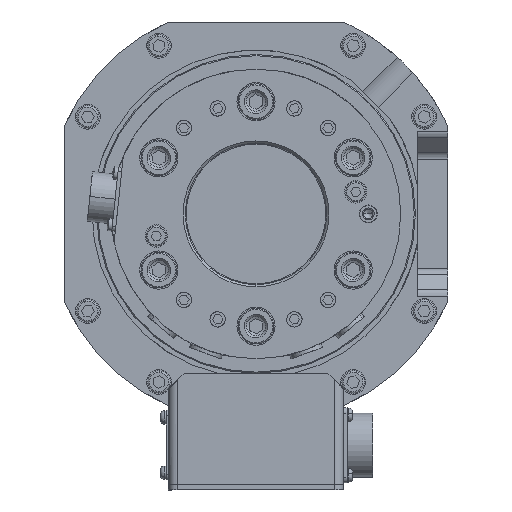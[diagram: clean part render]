
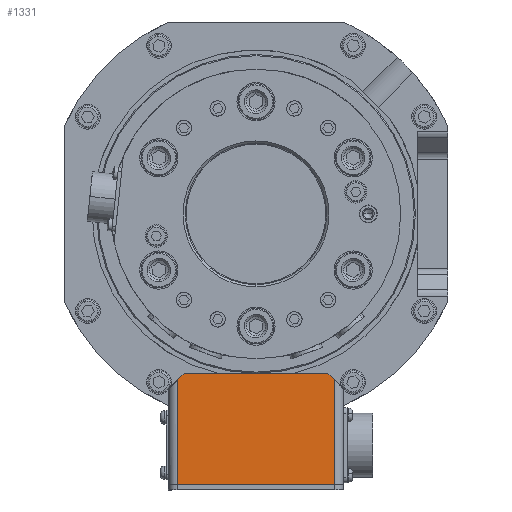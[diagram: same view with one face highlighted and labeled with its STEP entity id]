
A CAD part, front view. The second image highlights one B-rep face of the part: STEP entity #1331.
In plain terms, the highlighted planar face has unit normal (0, -1, 0).
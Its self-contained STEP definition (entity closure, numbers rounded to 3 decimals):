
#939 = DIRECTION ( 'NONE',  ( -0.707, 0., -0.707 ) ) ;
#1331 = ADVANCED_FACE ( 'NONE', ( #22737 ), #76689, .F. ) ;
#5587 = ORIENTED_EDGE ( 'NONE', *, *, #29388, .T. ) ;
#11511 = DIRECTION ( 'NONE',  ( 0., 1., 0. ) ) ;
#13319 = VECTOR ( 'NONE', #64721, 1000. ) ;
#13362 = DIRECTION ( 'NONE',  ( 1., 0., 0. ) ) ;
#16787 = LINE ( 'NONE', #84547, #17872 ) ;
#17872 = VECTOR ( 'NONE', #13362, 1000. ) ;
#17991 = CARTESIAN_POINT ( 'NONE',  ( 39., -66.65, -120.49 ) ) ;
#18542 = EDGE_LOOP ( 'NONE', ( #34676, #66967, #60356, #40919, #5587, #66860 ) ) ;
#19346 = AXIS2_PLACEMENT_3D ( 'NONE', #54620, #11511, #33423 ) ;
#22737 = FACE_OUTER_BOUND ( 'NONE', #18542, .T. ) ;
#25107 = CARTESIAN_POINT ( 'NONE',  ( 32., -66.65, -71. ) ) ;
#25331 = LINE ( 'NONE', #87656, #86212 ) ;
#26339 = VERTEX_POINT ( 'NONE', #77193 ) ;
#29388 = EDGE_CURVE ( 'NONE', #50720, #67852, #56070, .T. ) ;
#30784 = VERTEX_POINT ( 'NONE', #50023 ) ;
#33423 = DIRECTION ( 'NONE',  ( 0., 0., -1. ) ) ;
#34676 = ORIENTED_EDGE ( 'NONE', *, *, #52607, .T. ) ;
#36535 = CARTESIAN_POINT ( 'NONE',  ( -35., -66.65, -120.49 ) ) ;
#38415 = DIRECTION ( 'NONE',  ( 0., 0., -1. ) ) ;
#40919 = ORIENTED_EDGE ( 'NONE', *, *, #74003, .T. ) ;
#46200 = EDGE_CURVE ( 'NONE', #67660, #30784, #50724, .T. ) ;
#46629 = CARTESIAN_POINT ( 'NONE',  ( -35., -66.65, -120.5 ) ) ;
#50023 = CARTESIAN_POINT ( 'NONE',  ( 32., -66.65, -71. ) ) ;
#50720 = VERTEX_POINT ( 'NONE', #88125 ) ;
#50724 = LINE ( 'NONE', #25107, #52986 ) ;
#52607 = EDGE_CURVE ( 'NONE', #83626, #67660, #93364, .T. ) ;
#52986 = VECTOR ( 'NONE', #61960, 1000. ) ;
#54620 = CARTESIAN_POINT ( 'NONE',  ( 39., -66.65, -120.5 ) ) ;
#55133 = VECTOR ( 'NONE', #90161, 1000. ) ;
#56070 = LINE ( 'NONE', #46629, #84277 ) ;
#60356 = ORIENTED_EDGE ( 'NONE', *, *, #62950, .F. ) ;
#61960 = DIRECTION ( 'NONE',  ( -0.707, 0., 0.707 ) ) ;
#62950 = EDGE_CURVE ( 'NONE', #26339, #30784, #16787, .T. ) ;
#64721 = DIRECTION ( 'NONE',  ( 0., 0., 1. ) ) ;
#65016 = CARTESIAN_POINT ( 'NONE',  ( 35., -66.65, -120.5 ) ) ;
#66860 = ORIENTED_EDGE ( 'NONE', *, *, #87675, .F. ) ;
#66967 = ORIENTED_EDGE ( 'NONE', *, *, #46200, .T. ) ;
#67660 = VERTEX_POINT ( 'NONE', #71939 ) ;
#67852 = VERTEX_POINT ( 'NONE', #36535 ) ;
#67900 = CARTESIAN_POINT ( 'NONE',  ( 35., -66.65, -120.49 ) ) ;
#71939 = CARTESIAN_POINT ( 'NONE',  ( 35., -66.65, -74. ) ) ;
#74003 = EDGE_CURVE ( 'NONE', #26339, #50720, #25331, .T. ) ;
#76689 = PLANE ( 'NONE',  #19346 ) ;
#77193 = CARTESIAN_POINT ( 'NONE',  ( -32., -66.65, -71. ) ) ;
#79941 = LINE ( 'NONE', #17991, #55133 ) ;
#83626 = VERTEX_POINT ( 'NONE', #67900 ) ;
#84277 = VECTOR ( 'NONE', #38415, 1000. ) ;
#84547 = CARTESIAN_POINT ( 'NONE',  ( 39., -66.65, -71. ) ) ;
#86212 = VECTOR ( 'NONE', #939, 1000. ) ;
#87656 = CARTESIAN_POINT ( 'NONE',  ( -32., -66.65, -71. ) ) ;
#87675 = EDGE_CURVE ( 'NONE', #83626, #67852, #79941, .T. ) ;
#88125 = CARTESIAN_POINT ( 'NONE',  ( -35., -66.65, -74. ) ) ;
#90161 = DIRECTION ( 'NONE',  ( -1., 0., 0. ) ) ;
#93364 = LINE ( 'NONE', #65016, #13319 ) ;
